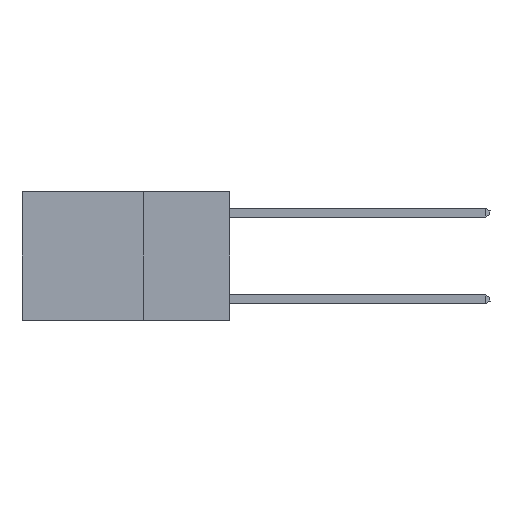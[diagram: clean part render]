
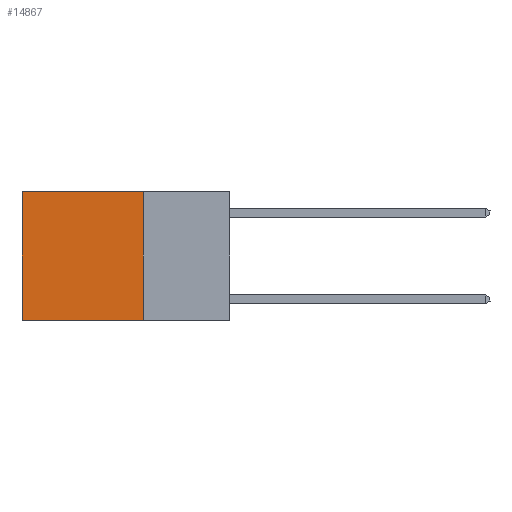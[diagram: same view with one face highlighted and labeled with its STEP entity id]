
A CAD part, left-side view. The second image highlights one B-rep face of the part: STEP entity #14867.
In plain terms, the highlighted planar face has unit normal (-1, 0, 0).
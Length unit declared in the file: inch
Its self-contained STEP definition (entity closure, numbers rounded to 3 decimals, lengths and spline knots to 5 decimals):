
#1287 = DIRECTION ( 'NONE',  ( 1., 0., 0. ) ) ;
#1585 = VERTEX_POINT ( 'NONE', #17295 ) ;
#1592 = VECTOR ( 'NONE', #19744, 39.37008 ) ;
#1979 = CARTESIAN_POINT ( 'NONE',  ( 0.2625, 0.25, 0. ) ) ;
#3664 = LINE ( 'NONE', #1979, #9568 ) ;
#4635 = CARTESIAN_POINT ( 'NONE',  ( 0.2625, 0.25, 0. ) ) ;
#5005 = ORIENTED_EDGE ( 'NONE', *, *, #14442, .F. ) ;
#6069 = CARTESIAN_POINT ( 'NONE',  ( 0.2625, 0.25, -0.37 ) ) ;
#6477 = CARTESIAN_POINT ( 'NONE',  ( 0.2625, 0.25, -0.37 ) ) ;
#7962 = VECTOR ( 'NONE', #9537, 39.37008 ) ;
#8812 = DIRECTION ( 'NONE',  ( 0., 1., 0. ) ) ;
#8946 = EDGE_CURVE ( 'NONE', #10789, #17912, #21452, .T. ) ;
#9537 = DIRECTION ( 'NONE',  ( 0., 0., -1. ) ) ;
#9568 = VECTOR ( 'NONE', #8812, 39.37008 ) ;
#9745 = CARTESIAN_POINT ( 'NONE',  ( 0.2625, 0.25, 0. ) ) ;
#10172 = CARTESIAN_POINT ( 'NONE',  ( 0.2625, 0.6, 0. ) ) ;
#10789 = VERTEX_POINT ( 'NONE', #6477 ) ;
#11522 = LINE ( 'NONE', #9745, #7962 ) ;
#11854 = EDGE_CURVE ( 'NONE', #1585, #20886, #3664, .T. ) ;
#12651 = AXIS2_PLACEMENT_3D ( 'NONE', #4635, #1287, #15170 ) ;
#13614 = ORIENTED_EDGE ( 'NONE', *, *, #8946, .F. ) ;
#14442 = EDGE_CURVE ( 'NONE', #1585, #10789, #11522, .T. ) ;
#14527 = ORIENTED_EDGE ( 'NONE', *, *, #21963, .T. ) ;
#14867 = ADVANCED_FACE ( 'NONE', ( #16745 ), #21708, .F. ) ;
#15170 = DIRECTION ( 'NONE',  ( 0., 0., -1. ) ) ;
#15587 = EDGE_LOOP ( 'NONE', ( #14527, #13614, #5005, #21458 ) ) ;
#16131 = CARTESIAN_POINT ( 'NONE',  ( 0.2625, 0.6, 0. ) ) ;
#16745 = FACE_OUTER_BOUND ( 'NONE', #15587, .T. ) ;
#16994 = DIRECTION ( 'NONE',  ( 0., 0., -1. ) ) ;
#17295 = CARTESIAN_POINT ( 'NONE',  ( 0.2625, 0.25, 0. ) ) ;
#17912 = VERTEX_POINT ( 'NONE', #19439 ) ;
#18664 = LINE ( 'NONE', #10172, #19973 ) ;
#19439 = CARTESIAN_POINT ( 'NONE',  ( 0.2625, 0.6, -0.37 ) ) ;
#19744 = DIRECTION ( 'NONE',  ( 0., 1., 0. ) ) ;
#19973 = VECTOR ( 'NONE', #16994, 39.37008 ) ;
#20886 = VERTEX_POINT ( 'NONE', #16131 ) ;
#21452 = LINE ( 'NONE', #6069, #1592 ) ;
#21458 = ORIENTED_EDGE ( 'NONE', *, *, #11854, .T. ) ;
#21708 = PLANE ( 'NONE',  #12651 ) ;
#21963 = EDGE_CURVE ( 'NONE', #20886, #17912, #18664, .T. ) ;
